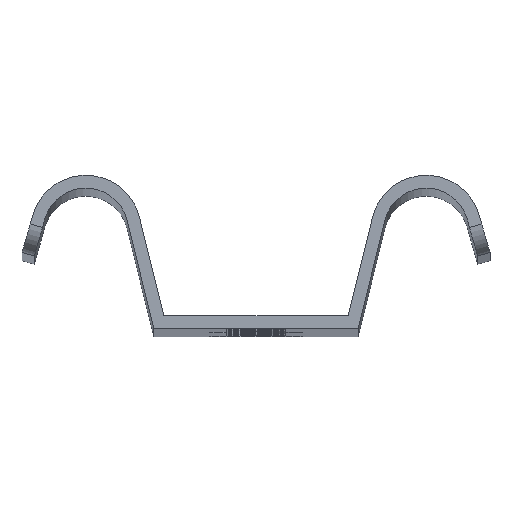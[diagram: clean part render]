
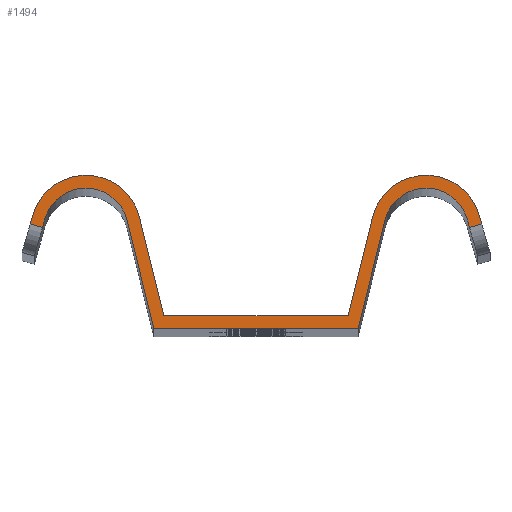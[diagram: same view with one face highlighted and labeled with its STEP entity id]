
A CAD part, top view. The second image highlights one B-rep face of the part: STEP entity #1494.
In plain terms, the highlighted planar face has unit normal (0, 0, 1).
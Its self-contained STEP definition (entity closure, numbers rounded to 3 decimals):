
#13 = LINE ( 'NONE', #2066, #430 ) ;
#65 = DIRECTION ( 'NONE',  ( 0., 0., 1. ) ) ;
#68 = CARTESIAN_POINT ( 'NONE',  ( -10.826, 1.5, 275. ) ) ;
#70 = DIRECTION ( 'NONE',  ( -1., 0., 0. ) ) ;
#112 = EDGE_CURVE ( 'NONE', #1011, #1034, #1136, .T. ) ;
#128 = ORIENTED_EDGE ( 'NONE', *, *, #1904, .T. ) ;
#130 = CARTESIAN_POINT ( 'NONE',  ( 12., 0., 275. ) ) ;
#132 = VERTEX_POINT ( 'NONE', #1073 ) ;
#169 = ORIENTED_EDGE ( 'NONE', *, *, #1031, .T. ) ;
#179 = CARTESIAN_POINT ( 'NONE',  ( -24.807, 12.874, 275. ) ) ;
#183 = AXIS2_PLACEMENT_3D ( 'NONE', #2136, #1117, #70 ) ;
#198 = VERTEX_POINT ( 'NONE', #1967 ) ;
#235 = EDGE_CURVE ( 'NONE', #1997, #1970, #853, .T. ) ;
#239 = CARTESIAN_POINT ( 'NONE',  ( -12., 0., 275. ) ) ;
#246 = EDGE_CURVE ( 'NONE', #1295, #1887, #496, .T. ) ;
#251 = DIRECTION ( 'NONE',  ( 0., 0., 1. ) ) ;
#296 = VECTOR ( 'NONE', #1210, 1000. ) ;
#300 = DIRECTION ( 'NONE',  ( 0.24, 0.971, 0. ) ) ;
#304 = AXIS2_PLACEMENT_3D ( 'NONE', #1928, #1414, #361 ) ;
#321 = LINE ( 'NONE', #130, #729 ) ;
#324 = CARTESIAN_POINT ( 'NONE',  ( -25.096, 11.865, 275. ) ) ;
#349 = DIRECTION ( 'NONE',  ( -0.24, -0.971, 0. ) ) ;
#353 = VERTEX_POINT ( 'NONE', #239 ) ;
#360 = ORIENTED_EDGE ( 'NONE', *, *, #580, .T. ) ;
#361 = DIRECTION ( 'NONE',  ( 1., 0., 0. ) ) ;
#379 = EDGE_CURVE ( 'NONE', #948, #132, #1509, .T. ) ;
#390 = VERTEX_POINT ( 'NONE', #943 ) ;
#430 = VECTOR ( 'NONE', #349, 1000. ) ;
#433 = CARTESIAN_POINT ( 'NONE',  ( -20., 11.5, 275. ) ) ;
#479 = CARTESIAN_POINT ( 'NONE',  ( -26.25, 13.286, 275. ) ) ;
#484 = LINE ( 'NONE', #179, #1699 ) ;
#496 = LINE ( 'NONE', #1118, #1257 ) ;
#513 = CARTESIAN_POINT ( 'NONE',  ( 24.807, 12.874, 275. ) ) ;
#520 = CARTESIAN_POINT ( 'NONE',  ( -26.538, 12.277, 275. ) ) ;
#534 = CIRCLE ( 'NONE', #1741, 6.5 ) ;
#580 = EDGE_CURVE ( 'NONE', #1887, #1011, #534, .T. ) ;
#610 = DIRECTION ( 'NONE',  ( 1., 0., 0. ) ) ;
#667 = ORIENTED_EDGE ( 'NONE', *, *, #1238, .T. ) ;
#690 = EDGE_CURVE ( 'NONE', #2143, #948, #321, .T. ) ;
#697 = DIRECTION ( 'NONE',  ( 0.275, 0.961, 0. ) ) ;
#714 = VECTOR ( 'NONE', #715, 1000. ) ;
#715 = DIRECTION ( 'NONE',  ( -0.275, -0.961, 0. ) ) ;
#719 = ORIENTED_EDGE ( 'NONE', *, *, #1992, .T. ) ;
#729 = VECTOR ( 'NONE', #300, 1000. ) ;
#750 = CARTESIAN_POINT ( 'NONE',  ( 12., 0., 275. ) ) ;
#762 = VERTEX_POINT ( 'NONE', #2100 ) ;
#769 = DIRECTION ( 'NONE',  ( -1., 0., 0. ) ) ;
#781 = ORIENTED_EDGE ( 'NONE', *, *, #1029, .T. ) ;
#792 = LINE ( 'NONE', #750, #1702 ) ;
#821 = LINE ( 'NONE', #1643, #1682 ) ;
#839 = VECTOR ( 'NONE', #1734, 1000. ) ;
#846 = EDGE_CURVE ( 'NONE', #2115, #1295, #821, .T. ) ;
#851 = EDGE_CURVE ( 'NONE', #1149, #1684, #2187, .T. ) ;
#853 = CIRCLE ( 'NONE', #2074, 6.5 ) ;
#867 = CARTESIAN_POINT ( 'NONE',  ( 26.25, 13.286, 275. ) ) ;
#899 = CARTESIAN_POINT ( 'NONE',  ( 12., 0., 275. ) ) ;
#943 = CARTESIAN_POINT ( 'NONE',  ( 26.538, 12.277, 275. ) ) ;
#948 = VERTEX_POINT ( 'NONE', #2189 ) ;
#1011 = VERTEX_POINT ( 'NONE', #479 ) ;
#1029 = EDGE_CURVE ( 'NONE', #1970, #2115, #13, .T. ) ;
#1031 = EDGE_CURVE ( 'NONE', #1684, #353, #1754, .T. ) ;
#1034 = VERTEX_POINT ( 'NONE', #520 ) ;
#1045 = ORIENTED_EDGE ( 'NONE', *, *, #1050, .T. ) ;
#1050 = EDGE_CURVE ( 'NONE', #198, #1149, #484, .T. ) ;
#1071 = CARTESIAN_POINT ( 'NONE',  ( 10.826, 1.5, 275. ) ) ;
#1073 = CARTESIAN_POINT ( 'NONE',  ( 24.807, 12.874, 275. ) ) ;
#1088 = LINE ( 'NONE', #1949, #1497 ) ;
#1114 = CARTESIAN_POINT ( 'NONE',  ( -20., 11.5, 275. ) ) ;
#1117 = DIRECTION ( 'NONE',  ( 0., 0., -1. ) ) ;
#1118 = CARTESIAN_POINT ( 'NONE',  ( -10.826, 1.5, 275. ) ) ;
#1136 = LINE ( 'NONE', #1413, #714 ) ;
#1141 = ORIENTED_EDGE ( 'NONE', *, *, #690, .T. ) ;
#1149 = VERTEX_POINT ( 'NONE', #1761 ) ;
#1181 = EDGE_CURVE ( 'NONE', #762, #390, #1088, .T. ) ;
#1187 = ORIENTED_EDGE ( 'NONE', *, *, #1181, .T. ) ;
#1196 = CARTESIAN_POINT ( 'NONE',  ( -13.691, 13.063, 275. ) ) ;
#1210 = DIRECTION ( 'NONE',  ( 0.275, -0.961, 0. ) ) ;
#1215 = LINE ( 'NONE', #513, #296 ) ;
#1231 = ORIENTED_EDGE ( 'NONE', *, *, #846, .T. ) ;
#1238 = EDGE_CURVE ( 'NONE', #353, #2143, #792, .T. ) ;
#1257 = VECTOR ( 'NONE', #1635, 1000. ) ;
#1281 = DIRECTION ( 'NONE',  ( 1., 0., 0. ) ) ;
#1284 = CARTESIAN_POINT ( 'NONE',  ( 20., 11.5, 275. ) ) ;
#1295 = VERTEX_POINT ( 'NONE', #68 ) ;
#1319 = EDGE_LOOP ( 'NONE', ( #1448, #128, #1045, #1964, #169, #667, #1141, #2043, #719, #1187, #1651, #2089, #781, #1231, #2149, #360 ) ) ;
#1333 = VECTOR ( 'NONE', #1712, 1000. ) ;
#1413 = CARTESIAN_POINT ( 'NONE',  ( -26.25, 13.286, 275. ) ) ;
#1414 = DIRECTION ( 'NONE',  ( 0., 0., 1. ) ) ;
#1420 = CARTESIAN_POINT ( 'NONE',  ( 26.25, 13.286, 275. ) ) ;
#1448 = ORIENTED_EDGE ( 'NONE', *, *, #112, .T. ) ;
#1451 = CARTESIAN_POINT ( 'NONE',  ( -15.147, 12.702, 275. ) ) ;
#1458 = DIRECTION ( 'NONE',  ( -1., 0., 0. ) ) ;
#1464 = VECTOR ( 'NONE', #1765, 1000. ) ;
#1494 = ADVANCED_FACE ( 'NONE', ( #2067 ), #2082, .T. ) ;
#1497 = VECTOR ( 'NONE', #1770, 1000. ) ;
#1509 = CIRCLE ( 'NONE', #183, 5. ) ;
#1537 = EDGE_CURVE ( 'NONE', #390, #1997, #1981, .T. ) ;
#1565 = CARTESIAN_POINT ( 'NONE',  ( -12., 0., 275. ) ) ;
#1613 = DIRECTION ( 'NONE',  ( 1., 0., 0. ) ) ;
#1635 = DIRECTION ( 'NONE',  ( -0.24, 0.971, 0. ) ) ;
#1643 = CARTESIAN_POINT ( 'NONE',  ( 10.826, 1.5, 275. ) ) ;
#1650 = DIRECTION ( 'NONE',  ( 0., 0., -1. ) ) ;
#1651 = ORIENTED_EDGE ( 'NONE', *, *, #1537, .T. ) ;
#1664 = AXIS2_PLACEMENT_3D ( 'NONE', #433, #1650, #610 ) ;
#1682 = VECTOR ( 'NONE', #769, 1000. ) ;
#1684 = VERTEX_POINT ( 'NONE', #1451 ) ;
#1699 = VECTOR ( 'NONE', #697, 1000. ) ;
#1702 = VECTOR ( 'NONE', #1613, 1000. ) ;
#1712 = DIRECTION ( 'NONE',  ( 0.961, -0.275, 0. ) ) ;
#1734 = DIRECTION ( 'NONE',  ( 0.24, -0.971, 0. ) ) ;
#1741 = AXIS2_PLACEMENT_3D ( 'NONE', #1114, #65, #1281 ) ;
#1754 = LINE ( 'NONE', #1565, #839 ) ;
#1761 = CARTESIAN_POINT ( 'NONE',  ( -24.807, 12.874, 275. ) ) ;
#1765 = DIRECTION ( 'NONE',  ( -0.275, 0.961, 0. ) ) ;
#1770 = DIRECTION ( 'NONE',  ( 0.961, 0.275, 0. ) ) ;
#1791 = LINE ( 'NONE', #324, #1333 ) ;
#1887 = VERTEX_POINT ( 'NONE', #1196 ) ;
#1904 = EDGE_CURVE ( 'NONE', #1034, #198, #1791, .T. ) ;
#1928 = CARTESIAN_POINT ( 'NONE',  ( -20., 11.5, 275. ) ) ;
#1949 = CARTESIAN_POINT ( 'NONE',  ( 26.538, 12.277, 275. ) ) ;
#1964 = ORIENTED_EDGE ( 'NONE', *, *, #851, .T. ) ;
#1967 = CARTESIAN_POINT ( 'NONE',  ( -25.096, 11.865, 275. ) ) ;
#1970 = VERTEX_POINT ( 'NONE', #2057 ) ;
#1981 = LINE ( 'NONE', #1420, #1464 ) ;
#1992 = EDGE_CURVE ( 'NONE', #132, #762, #1215, .T. ) ;
#1997 = VERTEX_POINT ( 'NONE', #867 ) ;
#2043 = ORIENTED_EDGE ( 'NONE', *, *, #379, .T. ) ;
#2057 = CARTESIAN_POINT ( 'NONE',  ( 13.691, 13.063, 275. ) ) ;
#2066 = CARTESIAN_POINT ( 'NONE',  ( 10.826, 1.5, 275. ) ) ;
#2067 = FACE_OUTER_BOUND ( 'NONE', #1319, .T. ) ;
#2074 = AXIS2_PLACEMENT_3D ( 'NONE', #1284, #251, #1458 ) ;
#2082 = PLANE ( 'NONE',  #304 ) ;
#2089 = ORIENTED_EDGE ( 'NONE', *, *, #235, .T. ) ;
#2100 = CARTESIAN_POINT ( 'NONE',  ( 25.096, 11.865, 275. ) ) ;
#2115 = VERTEX_POINT ( 'NONE', #1071 ) ;
#2136 = CARTESIAN_POINT ( 'NONE',  ( 20., 11.5, 275. ) ) ;
#2143 = VERTEX_POINT ( 'NONE', #899 ) ;
#2149 = ORIENTED_EDGE ( 'NONE', *, *, #246, .T. ) ;
#2187 = CIRCLE ( 'NONE', #1664, 5. ) ;
#2189 = CARTESIAN_POINT ( 'NONE',  ( 15.147, 12.702, 275. ) ) ;
